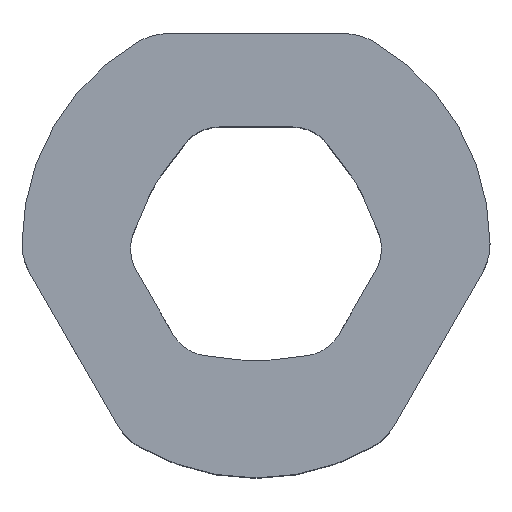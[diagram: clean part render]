
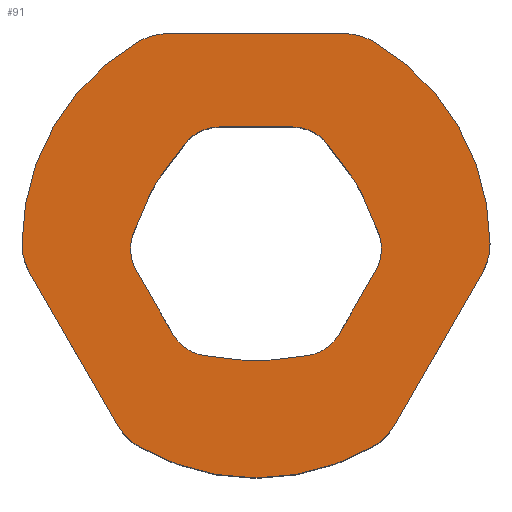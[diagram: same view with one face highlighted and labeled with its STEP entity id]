
A CAD part, top view. The second image highlights one B-rep face of the part: STEP entity #91.
In plain terms, the highlighted planar face has unit normal (0, 0, 1).
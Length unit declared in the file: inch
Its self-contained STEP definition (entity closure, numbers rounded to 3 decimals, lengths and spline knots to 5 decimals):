
#91=ADVANCED_FACE('',(#144,#145),#129,.T.);
#129=PLANE('',#806);
#144=FACE_BOUND('',#178,.T.);
#145=FACE_BOUND('',#179,.T.);
#178=EDGE_LOOP('',(#372,#373,#374,#375,#376,#377,#378,#379,#380,#381,#382,
#383,#384,#385,#386,#387,#388,#389));
#179=EDGE_LOOP('',(#390,#391,#392,#393,#394,#395,#396,#397,#398,#399,#400,
#401));
#246=LINE('',#1145,#300);
#247=LINE('',#1150,#301);
#248=LINE('',#1154,#302);
#249=LINE('',#1158,#303);
#250=LINE('',#1162,#304);
#251=LINE('',#1166,#305);
#252=LINE('',#1170,#306);
#253=LINE('',#1174,#307);
#254=LINE('',#1178,#308);
#255=LINE('',#1181,#309);
#256=LINE('',#1190,#310);
#257=LINE('',#1198,#311);
#300=VECTOR('',#907,1.);
#301=VECTOR('',#910,1.);
#302=VECTOR('',#913,1.);
#303=VECTOR('',#916,1.);
#304=VECTOR('',#919,1.);
#305=VECTOR('',#922,1.);
#306=VECTOR('',#925,1.);
#307=VECTOR('',#928,1.);
#308=VECTOR('',#931,1.);
#309=VECTOR('',#934,1.);
#310=VECTOR('',#941,1.);
#311=VECTOR('',#948,1.);
#372=ORIENTED_EDGE('',*,*,#648,.T.);
#373=ORIENTED_EDGE('',*,*,#649,.T.);
#374=ORIENTED_EDGE('',*,*,#650,.T.);
#375=ORIENTED_EDGE('',*,*,#651,.T.);
#376=ORIENTED_EDGE('',*,*,#652,.T.);
#377=ORIENTED_EDGE('',*,*,#653,.T.);
#378=ORIENTED_EDGE('',*,*,#654,.T.);
#379=ORIENTED_EDGE('',*,*,#655,.T.);
#380=ORIENTED_EDGE('',*,*,#656,.T.);
#381=ORIENTED_EDGE('',*,*,#657,.T.);
#382=ORIENTED_EDGE('',*,*,#658,.T.);
#383=ORIENTED_EDGE('',*,*,#659,.T.);
#384=ORIENTED_EDGE('',*,*,#660,.T.);
#385=ORIENTED_EDGE('',*,*,#661,.T.);
#386=ORIENTED_EDGE('',*,*,#662,.T.);
#387=ORIENTED_EDGE('',*,*,#663,.T.);
#388=ORIENTED_EDGE('',*,*,#664,.T.);
#389=ORIENTED_EDGE('',*,*,#665,.T.);
#390=ORIENTED_EDGE('',*,*,#666,.F.);
#391=ORIENTED_EDGE('',*,*,#667,.T.);
#392=ORIENTED_EDGE('',*,*,#668,.F.);
#393=ORIENTED_EDGE('',*,*,#669,.T.);
#394=ORIENTED_EDGE('',*,*,#670,.F.);
#395=ORIENTED_EDGE('',*,*,#671,.T.);
#396=ORIENTED_EDGE('',*,*,#672,.T.);
#397=ORIENTED_EDGE('',*,*,#673,.T.);
#398=ORIENTED_EDGE('',*,*,#674,.F.);
#399=ORIENTED_EDGE('',*,*,#675,.T.);
#400=ORIENTED_EDGE('',*,*,#676,.T.);
#401=ORIENTED_EDGE('',*,*,#677,.T.);
#576=VERTEX_POINT('',#1146);
#577=VERTEX_POINT('',#1147);
#578=VERTEX_POINT('',#1149);
#579=VERTEX_POINT('',#1151);
#580=VERTEX_POINT('',#1153);
#581=VERTEX_POINT('',#1155);
#582=VERTEX_POINT('',#1157);
#583=VERTEX_POINT('',#1159);
#584=VERTEX_POINT('',#1161);
#585=VERTEX_POINT('',#1163);
#586=VERTEX_POINT('',#1165);
#587=VERTEX_POINT('',#1167);
#588=VERTEX_POINT('',#1169);
#589=VERTEX_POINT('',#1171);
#590=VERTEX_POINT('',#1173);
#591=VERTEX_POINT('',#1175);
#592=VERTEX_POINT('',#1177);
#593=VERTEX_POINT('',#1179);
#594=VERTEX_POINT('',#1182);
#595=VERTEX_POINT('',#1183);
#596=VERTEX_POINT('',#1185);
#597=VERTEX_POINT('',#1187);
#598=VERTEX_POINT('',#1189);
#599=VERTEX_POINT('',#1191);
#600=VERTEX_POINT('',#1193);
#601=VERTEX_POINT('',#1195);
#602=VERTEX_POINT('',#1197);
#603=VERTEX_POINT('',#1199);
#604=VERTEX_POINT('',#1201);
#605=VERTEX_POINT('',#1203);
#648=EDGE_CURVE('',#576,#577,#246,.T.);
#649=EDGE_CURVE('',#577,#578,#738,.T.);
#650=EDGE_CURVE('',#578,#579,#247,.T.);
#651=EDGE_CURVE('',#579,#580,#739,.T.);
#652=EDGE_CURVE('',#580,#581,#248,.T.);
#653=EDGE_CURVE('',#581,#582,#740,.T.);
#654=EDGE_CURVE('',#582,#583,#249,.T.);
#655=EDGE_CURVE('',#583,#584,#741,.T.);
#656=EDGE_CURVE('',#584,#585,#250,.T.);
#657=EDGE_CURVE('',#585,#586,#742,.T.);
#658=EDGE_CURVE('',#586,#587,#251,.T.);
#659=EDGE_CURVE('',#587,#588,#743,.T.);
#660=EDGE_CURVE('',#588,#589,#252,.T.);
#661=EDGE_CURVE('',#589,#590,#744,.T.);
#662=EDGE_CURVE('',#590,#591,#253,.T.);
#663=EDGE_CURVE('',#591,#592,#745,.T.);
#664=EDGE_CURVE('',#592,#593,#254,.T.);
#665=EDGE_CURVE('',#593,#576,#746,.T.);
#666=EDGE_CURVE('',#594,#595,#255,.T.);
#667=EDGE_CURVE('',#594,#596,#747,.T.);
#668=EDGE_CURVE('',#597,#596,#748,.T.);
#669=EDGE_CURVE('',#597,#598,#749,.T.);
#670=EDGE_CURVE('',#599,#598,#256,.T.);
#671=EDGE_CURVE('',#599,#600,#750,.T.);
#672=EDGE_CURVE('',#600,#601,#751,.T.);
#673=EDGE_CURVE('',#601,#602,#752,.T.);
#674=EDGE_CURVE('',#603,#602,#257,.T.);
#675=EDGE_CURVE('',#603,#604,#753,.T.);
#676=EDGE_CURVE('',#604,#605,#754,.T.);
#677=EDGE_CURVE('',#605,#595,#755,.T.);
#738=CIRCLE('',#788,0.375);
#739=CIRCLE('',#789,1.);
#740=CIRCLE('',#790,0.375);
#741=CIRCLE('',#791,0.375);
#742=CIRCLE('',#792,1.);
#743=CIRCLE('',#793,0.375);
#744=CIRCLE('',#794,0.375);
#745=CIRCLE('',#795,1.);
#746=CIRCLE('',#796,0.375);
#747=CIRCLE('',#797,0.5);
#748=CIRCLE('',#798,2.);
#749=CIRCLE('',#799,0.5);
#750=CIRCLE('',#800,0.5);
#751=CIRCLE('',#801,2.);
#752=CIRCLE('',#802,0.5);
#753=CIRCLE('',#803,0.5);
#754=CIRCLE('',#804,2.);
#755=CIRCLE('',#805,0.5);
#788=AXIS2_PLACEMENT_3D('',#1148,#908,#909);
#789=AXIS2_PLACEMENT_3D('',#1152,#911,#912);
#790=AXIS2_PLACEMENT_3D('',#1156,#914,#915);
#791=AXIS2_PLACEMENT_3D('',#1160,#917,#918);
#792=AXIS2_PLACEMENT_3D('',#1164,#920,#921);
#793=AXIS2_PLACEMENT_3D('',#1168,#923,#924);
#794=AXIS2_PLACEMENT_3D('',#1172,#926,#927);
#795=AXIS2_PLACEMENT_3D('',#1176,#929,#930);
#796=AXIS2_PLACEMENT_3D('',#1180,#932,#933);
#797=AXIS2_PLACEMENT_3D('',#1184,#935,#936);
#798=AXIS2_PLACEMENT_3D('',#1186,#937,#938);
#799=AXIS2_PLACEMENT_3D('',#1188,#939,#940);
#800=AXIS2_PLACEMENT_3D('',#1192,#942,#943);
#801=AXIS2_PLACEMENT_3D('',#1194,#944,#945);
#802=AXIS2_PLACEMENT_3D('',#1196,#946,#947);
#803=AXIS2_PLACEMENT_3D('',#1200,#949,#950);
#804=AXIS2_PLACEMENT_3D('',#1202,#951,#952);
#805=AXIS2_PLACEMENT_3D('',#1204,#953,#954);
#806=AXIS2_PLACEMENT_3D('',#1205,#955,#956);
#907=DIRECTION('',(-0.5,0.866,0.));
#908=DIRECTION('',(0.,0.,-1.));
#909=DIRECTION('',(1.,0.,0.));
#910=DIRECTION('',(0.393,0.92,0.));
#911=DIRECTION('',(0.,0.,-1.));
#912=DIRECTION('',(1.,0.,0.));
#913=DIRECTION('',(0.6,0.8,0.));
#914=DIRECTION('',(0.,0.,-1.));
#915=DIRECTION('',(1.,0.,0.));
#916=DIRECTION('',(1.,0.,0.));
#917=DIRECTION('',(0.,0.,-1.));
#918=DIRECTION('',(1.,0.,0.));
#919=DIRECTION('',(0.6,-0.8,0.));
#920=DIRECTION('',(0.,0.,-1.));
#921=DIRECTION('',(1.,0.,0.));
#922=DIRECTION('',(0.393,-0.92,0.));
#923=DIRECTION('',(0.,0.,-1.));
#924=DIRECTION('',(1.,0.,0.));
#925=DIRECTION('',(-0.5,-0.866,0.));
#926=DIRECTION('',(0.,0.,-1.));
#927=DIRECTION('',(1.,0.,0.));
#928=DIRECTION('',(-0.993,-0.12,0.));
#929=DIRECTION('',(0.,0.,-1.));
#930=DIRECTION('',(1.,0.,0.));
#931=DIRECTION('',(-0.993,0.12,0.));
#932=DIRECTION('',(0.,0.,-1.));
#933=DIRECTION('',(1.,0.,0.));
#934=DIRECTION('',(-0.5,-0.866,0.));
#935=DIRECTION('',(0.,0.,1.));
#936=DIRECTION('',(1.,0.,0.));
#937=DIRECTION('',(0.,0.,-1.));
#938=DIRECTION('',(1.,0.,0.));
#939=DIRECTION('',(0.,0.,1.));
#940=DIRECTION('',(1.,0.,0.));
#941=DIRECTION('',(1.,0.,0.));
#942=DIRECTION('',(0.,0.,1.));
#943=DIRECTION('',(1.,0.,0.));
#944=DIRECTION('',(0.,0.,1.));
#945=DIRECTION('',(1.,0.,0.));
#946=DIRECTION('',(0.,0.,1.));
#947=DIRECTION('',(1.,0.,0.));
#948=DIRECTION('',(-0.5,0.866,0.));
#949=DIRECTION('',(0.,0.,1.));
#950=DIRECTION('',(1.,0.,0.));
#951=DIRECTION('',(0.,0.,1.));
#952=DIRECTION('',(1.,0.,0.));
#953=DIRECTION('',(0.,0.,1.));
#954=DIRECTION('',(1.,0.,0.));
#955=DIRECTION('',(0.,0.,1.));
#956=DIRECTION('',(1.,0.,0.));
#1145=CARTESIAN_POINT('',(-0.61603,-0.93301,1.25));
#1146=CARTESIAN_POINT('',(-0.70978,-0.77063,1.25));
#1147=CARTESIAN_POINT('',(-1.02228,-0.22937,1.25));
#1148=CARTESIAN_POINT('',(-0.69752,-0.04187,1.25));
#1149=CARTESIAN_POINT('',(-1.04237,0.10544,1.25));
#1150=CARTESIAN_POINT('',(-1.11603,-0.06699,1.25));
#1151=CARTESIAN_POINT('',(-0.91962,0.39282,1.25));
#1152=CARTESIAN_POINT('',(0.,0.,1.25));
#1153=CARTESIAN_POINT('',(-0.8,0.6,1.25));
#1154=CARTESIAN_POINT('',(-0.8,0.6,1.25));
#1155=CARTESIAN_POINT('',(-0.6125,0.85,1.25));
#1156=CARTESIAN_POINT('',(-0.3125,0.625,1.25));
#1157=CARTESIAN_POINT('',(-0.3125,1.,1.25));
#1158=CARTESIAN_POINT('',(-0.5,1.,1.25));
#1159=CARTESIAN_POINT('',(0.3125,1.,1.25));
#1160=CARTESIAN_POINT('',(0.3125,0.625,1.25));
#1161=CARTESIAN_POINT('',(0.6125,0.85,1.25));
#1162=CARTESIAN_POINT('',(0.5,1.,1.25));
#1163=CARTESIAN_POINT('',(0.8,0.6,1.25));
#1164=CARTESIAN_POINT('',(0.,0.,1.25));
#1165=CARTESIAN_POINT('',(0.91962,0.39282,1.25));
#1166=CARTESIAN_POINT('',(0.91962,0.39282,1.25));
#1167=CARTESIAN_POINT('',(1.04237,0.10544,1.25));
#1168=CARTESIAN_POINT('',(0.69752,-0.04187,1.25));
#1169=CARTESIAN_POINT('',(1.02228,-0.22937,1.25));
#1170=CARTESIAN_POINT('',(1.11603,-0.06699,1.25));
#1171=CARTESIAN_POINT('',(0.70978,-0.77063,1.25));
#1172=CARTESIAN_POINT('',(0.38502,-0.58313,1.25));
#1173=CARTESIAN_POINT('',(0.42987,-0.95544,1.25));
#1174=CARTESIAN_POINT('',(0.61603,-0.93301,1.25));
#1175=CARTESIAN_POINT('',(0.11962,-0.99282,1.25));
#1176=CARTESIAN_POINT('',(0.,0.,1.25));
#1177=CARTESIAN_POINT('',(-0.11962,-0.99282,1.25));
#1178=CARTESIAN_POINT('',(-0.11962,-0.99282,1.25));
#1179=CARTESIAN_POINT('',(-0.42987,-0.95544,1.25));
#1180=CARTESIAN_POINT('',(-0.38502,-0.58313,1.25));
#1181=CARTESIAN_POINT('',(1.11999,-1.65699,1.25));
#1182=CARTESIAN_POINT('',(1.93301,-0.2488,1.25));
#1183=CARTESIAN_POINT('',(1.18197,-1.54964,1.25));
#1184=CARTESIAN_POINT('',(1.5,0.0012,1.25));
#1185=CARTESIAN_POINT('',(2.,0.0016,1.25));
#1186=CARTESIAN_POINT('',(0.,0.,1.25));
#1187=CARTESIAN_POINT('',(1.00139,1.73125,1.25));
#1188=CARTESIAN_POINT('',(0.75104,1.29844,1.25));
#1189=CARTESIAN_POINT('',(0.75104,1.79844,1.25));
#1190=CARTESIAN_POINT('',(0.875,1.79844,1.25));
#1191=CARTESIAN_POINT('',(-0.75104,1.79844,1.25));
#1192=CARTESIAN_POINT('',(-0.75104,1.29844,1.25));
#1193=CARTESIAN_POINT('',(-1.00139,1.73125,1.25));
#1194=CARTESIAN_POINT('',(0.,0.,1.25));
#1195=CARTESIAN_POINT('',(-2.,0.0016,1.25));
#1196=CARTESIAN_POINT('',(-1.5,0.0012,1.25));
#1197=CARTESIAN_POINT('',(-1.93301,-0.2488,1.25));
#1198=CARTESIAN_POINT('',(-1.99499,-0.14145,1.25));
#1199=CARTESIAN_POINT('',(-1.18197,-1.54964,1.25));
#1200=CARTESIAN_POINT('',(-0.74896,-1.29964,1.25));
#1201=CARTESIAN_POINT('',(-0.99861,-1.73285,1.25));
#1202=CARTESIAN_POINT('',(0.,0.,1.25));
#1203=CARTESIAN_POINT('',(0.99861,-1.73285,1.25));
#1204=CARTESIAN_POINT('',(0.74896,-1.29964,1.25));
#1205=CARTESIAN_POINT('',(0.,1.79844,1.25));
